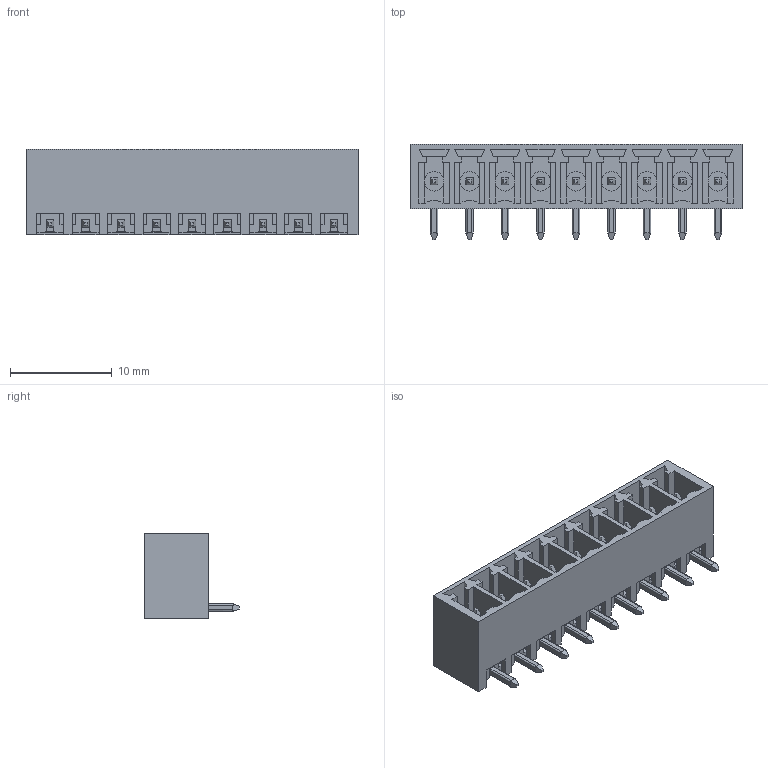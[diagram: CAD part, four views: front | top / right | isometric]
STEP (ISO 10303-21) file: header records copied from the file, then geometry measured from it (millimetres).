
FILE_DESCRIPTION( ('This file contains a STEP AP42 implementation' ,'as created by ZW3D STEP Interface translator.') ,'2;1' );
FILE_NAME( 'PM381-1R09ASM1.stp' ,'231125.155320', (''), ('ZWCAD Software Co.'), 'Version 1.0', 'ZW3D to STEP translator', '' );
FILE_SCHEMA(('AUTOMOTIVE_DESIGN { 1 0 10303 214 1 1 1 1 }'));
Length unit declared in the file: millimetre
Products named in the file (2): 0; PM381-1R09ASM1
Bounding box: 32.67 x 9.34 x 8.42 mm (x, y, z)
Volume: 840.7 mm3; surface area: 2907.5 mm2
Topology: 10 solids, 10 shells, 1539 faces, 4057 edges, 2526 vertices
Faces by surface type: plane 971, cylinder 293, torus 252, bspline 23
Full cylindrical faces by diameter (mm): 0.514 x1, 0.916 x1, 1.099 x1
Entity records: 50802 total; most frequent: CARTESIAN_POINT 12246, ORIENTED_EDGE 8114, DIRECTION 7163, EDGE_CURVE 4057, VECTOR 2741, LINE 2741, VERTEX_POINT 2526, AXIS2_PLACEMENT_3D 2211
